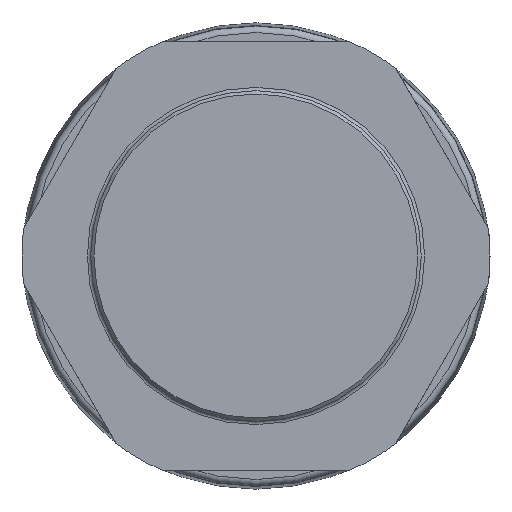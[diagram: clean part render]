
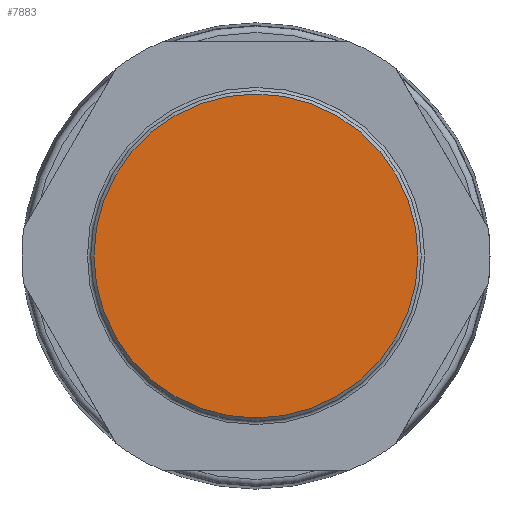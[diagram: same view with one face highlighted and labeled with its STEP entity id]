
A CAD part, left-side view. The second image highlights one B-rep face of the part: STEP entity #7883.
In plain terms, the highlighted planar face has unit normal (-1, 0, 0).
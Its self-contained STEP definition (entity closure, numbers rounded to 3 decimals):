
#1438=FACE_OUTER_BOUND('',#1930,.T.);
#1930=EDGE_LOOP('',(#5012));
#2560=CIRCLE('',#8405,24.5);
#3068=VERTEX_POINT('',#11971);
#3870=EDGE_CURVE('',#3068,#3068,#2560,.T.);
#5012=ORIENTED_EDGE('',*,*,#3870,.F.);
#7296=PLANE('',#8404);
#7883=ADVANCED_FACE('',(#1438),#7296,.T.);
#8404=AXIS2_PLACEMENT_3D('',#11970,#9507,#9508);
#8405=AXIS2_PLACEMENT_3D('',#11972,#9509,#9510);
#9507=DIRECTION('center_axis',(-1.,0.,0.));
#9508=DIRECTION('ref_axis',(0.,1.,0.));
#9509=DIRECTION('center_axis',(1.,0.,0.));
#9510=DIRECTION('ref_axis',(0.,1.,0.));
#11970=CARTESIAN_POINT('Origin',(-25.45,-25.,0.));
#11971=CARTESIAN_POINT('',(-25.45,-24.5,0.));
#11972=CARTESIAN_POINT('Origin',(-25.45,0.,0.));
